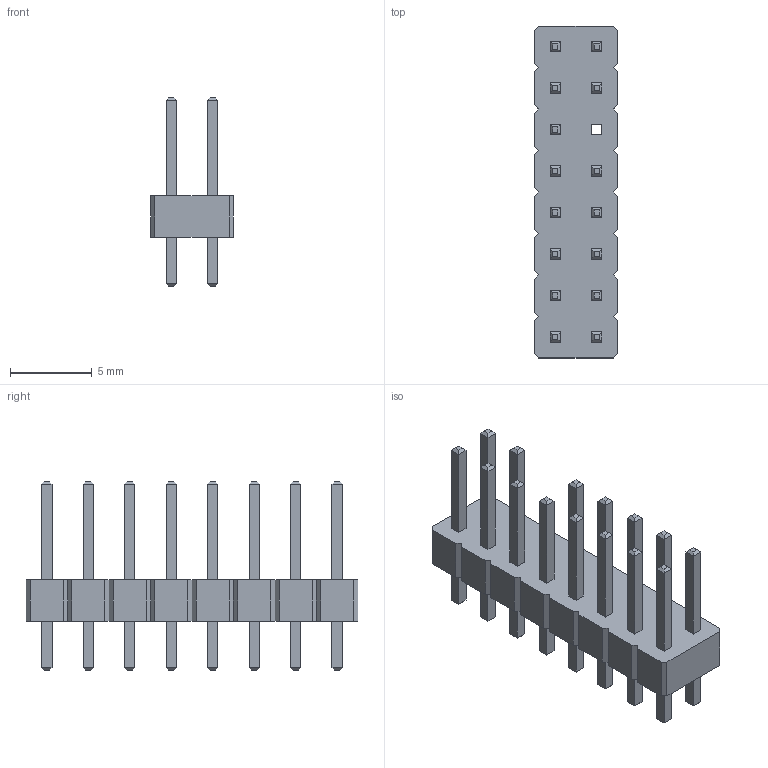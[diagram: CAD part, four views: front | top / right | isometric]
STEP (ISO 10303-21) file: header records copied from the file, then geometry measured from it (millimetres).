
FILE_DESCRIPTION(('FreeCAD Model'),'2;1');
FILE_NAME('PinHeader_2x08_P254mm_Vertical_green_missingpin6.step' ,'2022-09-09T19:43:54',('Author'),(''), 'Open CASCADE STEP processor 7.3','FreeCAD','Unknown');
FILE_SCHEMA(('AUTOMOTIVE_DESIGN { 1 0 10303 214 1 1 1 1 }'));
Length unit declared in the file: millimetre
Products named in the file (1): PinHeader_2x08_P254mm_Vertical
Bounding box: 5.08 x 20.32 x 11.54 mm (x, y, z)
Volume: 313 mm3; surface area: 682.2 mm2
Topology: 1 solids, 1 shells, 326 faces, 762 edges, 468 vertices
Faces by surface type: plane 326
Entity records: 11245 total; most frequent: CARTESIAN_POINT 1557, ORIENTED_EDGE 1524, DIRECTION 1416, EDGE_CURVE 762, LINE 762, VECTOR 762, VERTEX_POINT 468, FACE_BOUND 358
